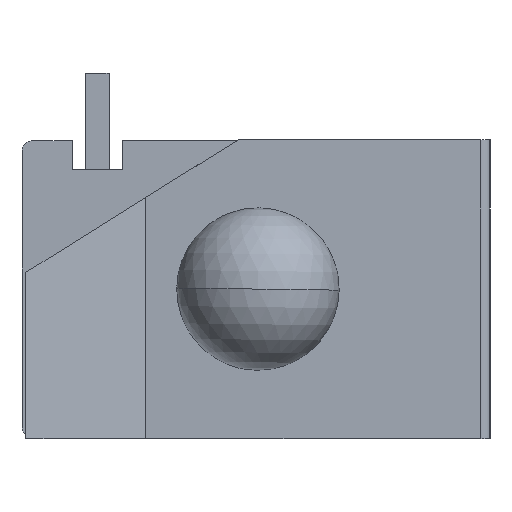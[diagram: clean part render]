
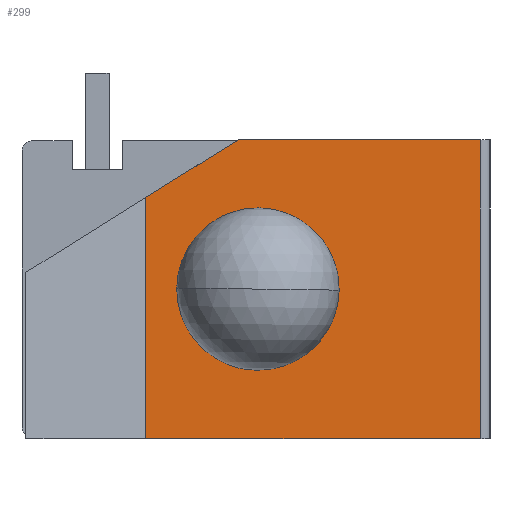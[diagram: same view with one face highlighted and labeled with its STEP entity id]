
A CAD part, left-side view. The second image highlights one B-rep face of the part: STEP entity #299.
In plain terms, the highlighted planar face has unit normal (-1, 0, 0).
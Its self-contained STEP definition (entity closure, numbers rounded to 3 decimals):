
#261 = EDGE_CURVE ( 'NONE', #262, #263, #1872, .T. ) ;
#262 = VERTEX_POINT ( 'NONE', #1929 ) ;
#263 = VERTEX_POINT ( 'NONE', #1928 ) ;
#299 = ADVANCED_FACE ( 'NONE', ( #1983, #1982 ), #1981, .F. ) ;
#300 = EDGE_LOOP ( 'NONE', ( #301, #303 ) ) ;
#301 = ORIENTED_EDGE ( 'NONE', *, *, #302, .T. ) ;
#302 = EDGE_CURVE ( 'NONE', #263, #262, #1975, .T. ) ;
#303 = ORIENTED_EDGE ( 'NONE', *, *, #261, .T. ) ;
#304 = EDGE_LOOP ( 'NONE', ( #305, #309, #312, #369, #372 ) ) ;
#305 = ORIENTED_EDGE ( 'NONE', *, *, #306, .F. ) ;
#306 = EDGE_CURVE ( 'NONE', #307, #308, #1971, .T. ) ;
#307 = VERTEX_POINT ( 'NONE', #1967 ) ;
#308 = VERTEX_POINT ( 'NONE', #1966 ) ;
#309 = ORIENTED_EDGE ( 'NONE', *, *, #310, .T. ) ;
#310 = EDGE_CURVE ( 'NONE', #307, #311, #1965, .T. ) ;
#311 = VERTEX_POINT ( 'NONE', #2024 ) ;
#312 = ORIENTED_EDGE ( 'NONE', *, *, #367, .T. ) ;
#367 = EDGE_CURVE ( 'NONE', #311, #368, #2113, .T. ) ;
#368 = VERTEX_POINT ( 'NONE', #2109 ) ;
#369 = ORIENTED_EDGE ( 'NONE', *, *, #370, .T. ) ;
#370 = EDGE_CURVE ( 'NONE', #368, #371, #2108, .T. ) ;
#371 = VERTEX_POINT ( 'NONE', #2104 ) ;
#372 = ORIENTED_EDGE ( 'NONE', *, *, #373, .F. ) ;
#373 = EDGE_CURVE ( 'NONE', #308, #371, #2103, .T. ) ;
#1867 = CARTESIAN_POINT ( 'NONE',  ( -7.925, 1.55, 3.87 ) ) ;
#1868 = AXIS2_PLACEMENT_3D ( 'NONE', #1867, #1931, #1930 ) ;
#1872 = CIRCLE ( 'NONE', #1868, 1.6 ) ;
#1928 = CARTESIAN_POINT ( 'NONE',  ( -7.925, 1.55, 2.27 ) ) ;
#1929 = CARTESIAN_POINT ( 'NONE',  ( -7.925, 1.55, 5.47 ) ) ;
#1930 = DIRECTION ( 'NONE',  ( 0., 0., -1. ) ) ;
#1931 = DIRECTION ( 'NONE',  ( 1., 0., 0. ) ) ;
#1963 = VECTOR ( 'NONE', #2025, 1000. ) ;
#1964 = CARTESIAN_POINT ( 'NONE',  ( -7.925, 3.779, 6.656 ) ) ;
#1965 = LINE ( 'NONE', #1964, #1963 ) ;
#1966 = CARTESIAN_POINT ( 'NONE',  ( -7.925, -4.2, 7.73 ) ) ;
#1967 = CARTESIAN_POINT ( 'NONE',  ( -7.925, 2.06, 7.73 ) ) ;
#1968 = DIRECTION ( 'NONE',  ( 0., -1., 0. ) ) ;
#1969 = VECTOR ( 'NONE', #1968, 1000. ) ;
#1970 = CARTESIAN_POINT ( 'NONE',  ( -7.925, 4.45, 7.73 ) ) ;
#1971 = LINE ( 'NONE', #1970, #1969 ) ;
#1972 = DIRECTION ( 'NONE',  ( 0., 0., -1. ) ) ;
#1973 = DIRECTION ( 'NONE',  ( 1., 0., 0. ) ) ;
#1974 = AXIS2_PLACEMENT_3D ( 'NONE', #1979, #1973, #1972 ) ;
#1975 = CIRCLE ( 'NONE', #1974, 1.6 ) ;
#1976 = DIRECTION ( 'NONE',  ( 0., 0., -1. ) ) ;
#1977 = DIRECTION ( 'NONE',  ( 1., 0., 0. ) ) ;
#1978 = AXIS2_PLACEMENT_3D ( 'NONE', #1980, #1977, #1976 ) ;
#1979 = CARTESIAN_POINT ( 'NONE',  ( -7.925, 1.55, 3.87 ) ) ;
#1980 = CARTESIAN_POINT ( 'NONE',  ( -7.925, 4.45, 7.73 ) ) ;
#1981 = PLANE ( 'NONE',  #1978 ) ;
#1982 = FACE_OUTER_BOUND ( 'NONE', #304, .T. ) ;
#1983 = FACE_BOUND ( 'NONE', #300, .T. ) ;
#2024 = CARTESIAN_POINT ( 'NONE',  ( -7.925, 4.45, 6.237 ) ) ;
#2025 = DIRECTION ( 'NONE',  ( 0., 0.848, -0.53 ) ) ;
#2100 = DIRECTION ( 'NONE',  ( 0., 0., -1. ) ) ;
#2101 = VECTOR ( 'NONE', #2100, 1000. ) ;
#2102 = CARTESIAN_POINT ( 'NONE',  ( -7.925, -4.2, 7.73 ) ) ;
#2103 = LINE ( 'NONE', #2102, #2101 ) ;
#2104 = CARTESIAN_POINT ( 'NONE',  ( -7.925, -4.2, 0. ) ) ;
#2105 = DIRECTION ( 'NONE',  ( 0., -1., 0. ) ) ;
#2106 = VECTOR ( 'NONE', #2105, 1000. ) ;
#2107 = CARTESIAN_POINT ( 'NONE',  ( -7.925, 4.45, 0. ) ) ;
#2108 = LINE ( 'NONE', #2107, #2106 ) ;
#2109 = CARTESIAN_POINT ( 'NONE',  ( -7.925, 4.45, 0. ) ) ;
#2110 = DIRECTION ( 'NONE',  ( 0., 0., -1. ) ) ;
#2111 = VECTOR ( 'NONE', #2110, 1000. ) ;
#2112 = CARTESIAN_POINT ( 'NONE',  ( -7.925, 4.45, 7.73 ) ) ;
#2113 = LINE ( 'NONE', #2112, #2111 ) ;
